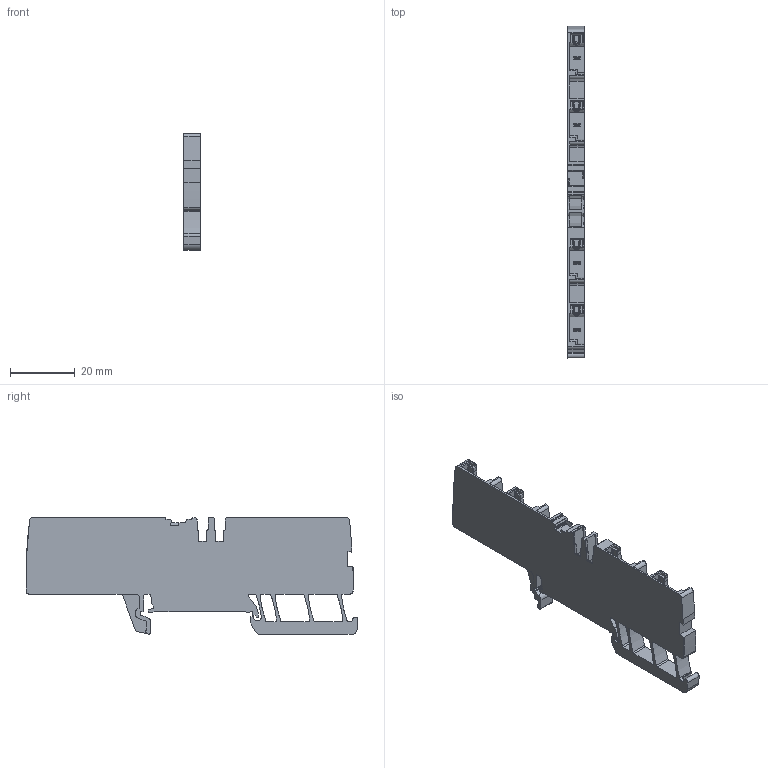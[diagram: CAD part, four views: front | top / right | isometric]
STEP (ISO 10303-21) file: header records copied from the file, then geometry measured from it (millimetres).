
FILE_DESCRIPTION(('CATIA V5 STEP Exchange','CAx-IF Rec.Pracs.--- Model Styling and Organization---1.4--- 2014-01-23'),'2;1');
FILE_NAME ('1480895-5_0', '2023-04-21T08:18:19+00:00', ('none'), ('Weidmueller'), 'CATIA Version 5-6 Release 2016 SP3 HF44', 'CATIA V5 STEP AP214', 'none');
FILE_SCHEMA(('AUTOMOTIVE_DESIGN { 1 0 10303 214 1 1 1 1 }'));
Length unit declared in the file: millimetre
Products named in the file (1): 2898150000
Bounding box: 5.1 x 102.68 x 36.15 mm (x, y, z)
Volume: 9744.8 mm3; surface area: 9672.6 mm2
Topology: 5 solids, 5 shells, 751 faces, 2121 edges, 1364 vertices
Faces by surface type: plane 338, cylinder 265, extrusion 103, torus 19, bspline 16, cone 8, sphere 2
Entity records: 31452 total; most frequent: CARTESIAN_POINT 13078, ORIENTED_EDGE 4206, DIRECTION 3018, EDGE_CURVE 2103, VECTOR 1494, LINE 1391, VERTEX_POINT 1364, AXIS2_PLACEMENT_3D 993
